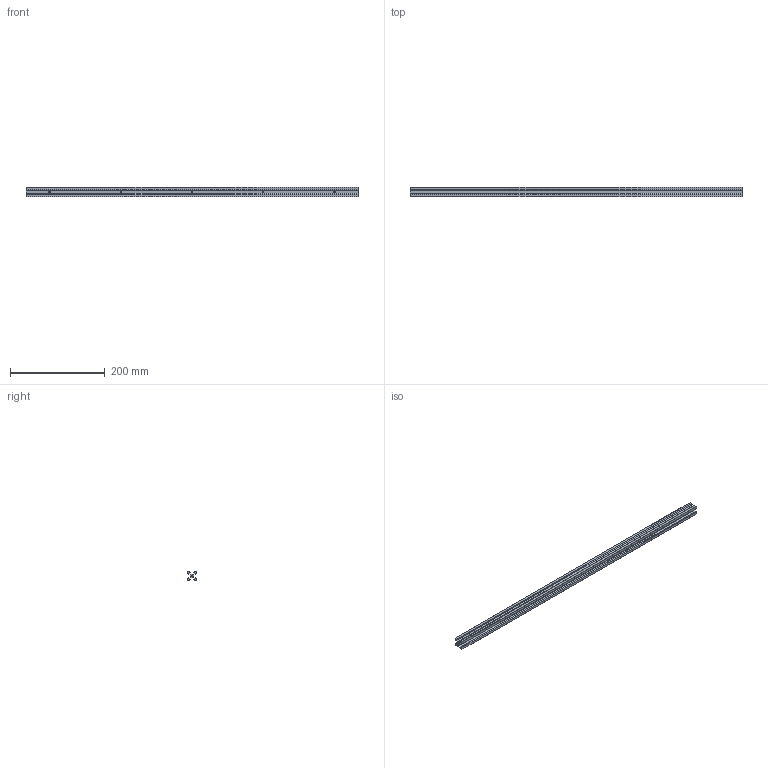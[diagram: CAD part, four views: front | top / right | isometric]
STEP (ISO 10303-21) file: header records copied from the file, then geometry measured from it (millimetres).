
FILE_DESCRIPTION (( 'STEP AP203' ), '1' );
FILE_NAME ('genmitsu-4040-001-007.STEP', '2024-07-19T08:39:15', ( '' ), ( '' ), 'SwSTEP 2.0', 'SolidWorks 2022', '' );
FILE_SCHEMA (( 'CONFIG_CONTROL_DESIGN' ));
Length unit declared in the file: millimetre
Products named in the file (1): genmitsu-4040-001-007
Bounding box: 700 x 20 x 20 mm (x, y, z)
Volume: 116047.2 mm3; surface area: 112403.1 mm2
Topology: 1 solids, 1 shells, 80 faces, 234 edges, 156 vertices
Faces by surface type: plane 54, cylinder 26
Entity records: 3231 total; most frequent: CARTESIAN_POINT 991, ORIENTED_EDGE 468, DIRECTION 408, EDGE_CURVE 234, VECTOR 182, LINE 182, VERTEX_POINT 156, AXIS2_PLACEMENT_3D 113
